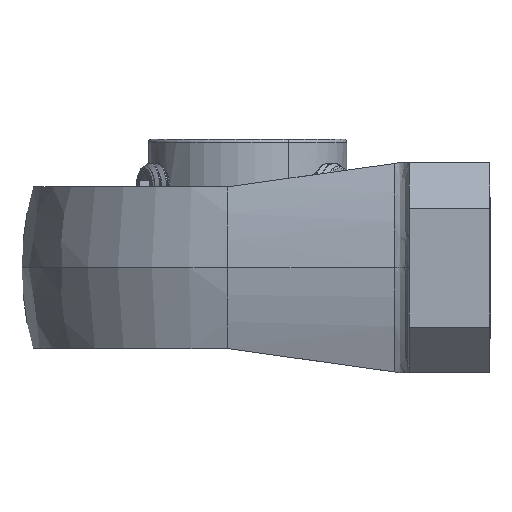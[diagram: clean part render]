
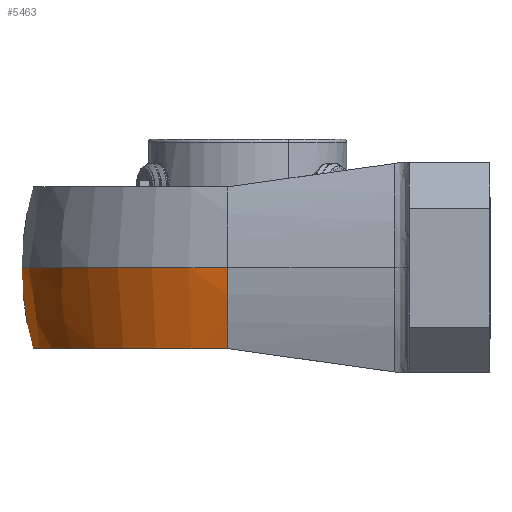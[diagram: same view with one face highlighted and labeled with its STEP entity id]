
A CAD part, left-side view. The second image highlights one B-rep face of the part: STEP entity #5463.
In plain terms, the highlighted free-form (B-spline) face has degree [3, 3] with [4, 4] control points.
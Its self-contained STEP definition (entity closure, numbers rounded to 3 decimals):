
#15 = CARTESIAN_POINT ( 'NONE',  ( 12.847, 1.026, -6.5 ) ) ;
#22 = DIRECTION ( 'NONE',  ( 0.985, 0.174, 0. ) ) ;
#372 = B_SPLINE_CURVE_WITH_KNOTS ( 'NONE', 3,
 ( #5283, #6794, #10080, #542 ),
 .UNSPECIFIED., .F., .F.,
 ( 4, 4 ),
 ( 0., 0. ),
 .UNSPECIFIED. ) ;
#542 = CARTESIAN_POINT ( 'NONE',  ( 13.253, 1.098, -5.017 ) ) ;
#732 = VERTEX_POINT ( 'NONE', #3399 ) ;
#852 = CIRCLE ( 'NONE', #14026, 13.303 ) ;
#1080 = CARTESIAN_POINT ( 'NONE',  ( 11.035, 1.22, 0.947 ) ) ;
#1234 = DIRECTION ( 'NONE',  ( 0., 0., 1. ) ) ;
#1553 = CARTESIAN_POINT ( 'NONE',  ( 13.947, 1.22, 0. ) ) ;
#1631 = CARTESIAN_POINT ( 'NONE',  ( -10.759, 22.988, -6.5 ) ) ;
#2010 = CARTESIAN_POINT ( 'NONE',  ( -13.247, 1.22, -5. ) ) ;
#2681 = DIRECTION ( 'NONE',  ( -1., 0., 0. ) ) ;
#3157 = CARTESIAN_POINT ( 'NONE',  ( -13.947, 1.22, 0. ) ) ;
#3399 = CARTESIAN_POINT ( 'NONE',  ( 13.947, 1.22, 0. ) ) ;
#4716 = DIRECTION ( 'NONE',  ( 0., 0., -1. ) ) ;
#4762 = CARTESIAN_POINT ( 'NONE',  ( 11.819, 24.728, -2.21 ) ) ;
#5283 = CARTESIAN_POINT ( 'NONE',  ( 13.247, 1.22, -5. ) ) ;
#5463 = ADVANCED_FACE ( 'NONE', ( #9813 ), #16587, .T. ) ;
#5490 = VERTEX_POINT ( 'NONE', #11229 ) ;
#5496 = AXIS2_PLACEMENT_3D ( 'NONE', #10765, #1234, #12359 ) ;
#5904 = ORIENTED_EDGE ( 'NONE', *, *, #10370, .T. ) ;
#6219 = CARTESIAN_POINT ( 'NONE',  ( 11.877, 24.883, 0. ) ) ;
#6255 = CARTESIAN_POINT ( 'NONE',  ( -13.947, 1.22, 0. ) ) ;
#6267 = CIRCLE ( 'NONE', #5496, 14. ) ;
#6352 = CARTESIAN_POINT ( 'NONE',  ( -13.863, 1.22, -2.21 ) ) ;
#6507 = EDGE_CURVE ( 'NONE', #17005, #5490, #852, .T. ) ;
#6794 = CARTESIAN_POINT ( 'NONE',  ( 13.249, 1.179, -5.006 ) ) ;
#7486 = AXIS2_PLACEMENT_3D ( 'NONE', #19074, #9564, #22 ) ;
#7941 = CARTESIAN_POINT ( 'NONE',  ( 11.56, 24.037, -4.389 ) ) ;
#8104 = CIRCLE ( 'NONE', #19580, 25. ) ;
#8681 = EDGE_CURVE ( 'NONE', #732, #13282, #6267, .T. ) ;
#9554 = CARTESIAN_POINT ( 'NONE',  ( -13.488, 1.22, -4.389 ) ) ;
#9564 = DIRECTION ( 'NONE',  ( -0.174, 0.985, 0. ) ) ;
#9813 = FACE_OUTER_BOUND ( 'NONE', #18757, .T. ) ;
#9858 = EDGE_CURVE ( 'NONE', #5490, #13335, #372, .T. ) ;
#10080 = CARTESIAN_POINT ( 'NONE',  ( 13.251, 1.139, -5.011 ) ) ;
#10370 = EDGE_CURVE ( 'NONE', #732, #13335, #15907, .T. ) ;
#10765 = CARTESIAN_POINT ( 'NONE',  ( 0., 0., 0. ) ) ;
#11163 = CARTESIAN_POINT ( 'NONE',  ( 11.106, 22.822, -6.5 ) ) ;
#11229 = CARTESIAN_POINT ( 'NONE',  ( 13.247, 1.22, -5. ) ) ;
#11422 = CARTESIAN_POINT ( 'NONE',  ( 13.253, 1.098, -5.017 ) ) ;
#12204 = DIRECTION ( 'NONE',  ( 0., -1., 0. ) ) ;
#12359 = DIRECTION ( 'NONE',  ( 1., 0., 0. ) ) ;
#12676 = CARTESIAN_POINT ( 'NONE',  ( -11.877, 24.883, 0. ) ) ;
#12736 = CARTESIAN_POINT ( 'NONE',  ( -12.83, 1.22, -6.5 ) ) ;
#13282 = VERTEX_POINT ( 'NONE', #6255 ) ;
#13335 = VERTEX_POINT ( 'NONE', #11422 ) ;
#13495 = ORIENTED_EDGE ( 'NONE', *, *, #8681, .F. ) ;
#14026 = AXIS2_PLACEMENT_3D ( 'NONE', #14213, #4716, #15805 ) ;
#14213 = CARTESIAN_POINT ( 'NONE',  ( 0., 0., -5. ) ) ;
#14262 = ORIENTED_EDGE ( 'NONE', *, *, #9858, .F. ) ;
#14264 = CARTESIAN_POINT ( 'NONE',  ( 13.864, 1.206, -2.21 ) ) ;
#14379 = ORIENTED_EDGE ( 'NONE', *, *, #17606, .F. ) ;
#15805 = DIRECTION ( 'NONE',  ( 1., 0., 0. ) ) ;
#15851 = CARTESIAN_POINT ( 'NONE',  ( -11.793, 24.741, -2.21 ) ) ;
#15907 = CIRCLE ( 'NONE', #7486, 25. ) ;
#16587 =( BOUNDED_SURFACE ( )  B_SPLINE_SURFACE ( 3, 3, ( 
 ( #1553, #6219, #12676, #3157 ),
 ( #14264, #4762, #15851, #6352 ),
 ( #17447, #7941, #19064, #9554 ),
 ( #15, #11163, #1631, #12736 ) ),
 .UNSPECIFIED., .F., .F., .T. ) 
 B_SPLINE_SURFACE_WITH_KNOTS ( ( 4, 4 ),
 ( 4, 4 ),
 ( 0., 1. ),
 ( 0., 1. ),
 .UNSPECIFIED. ) 
 GEOMETRIC_REPRESENTATION_ITEM ( )  RATIONAL_B_SPLINE_SURFACE ( (
 ( 1., 0.391, 0.391, 1.),
 ( 0.994, 0.389, 0.389, 0.994),
 ( 0.994, 0.389, 0.389, 0.994),
 ( 1., 0.391, 0.391, 1.) ) ) 
 REPRESENTATION_ITEM ( '' )  SURFACE ( )  );
#17005 = VERTEX_POINT ( 'NONE', #2010 ) ;
#17447 = CARTESIAN_POINT ( 'NONE',  ( 13.495, 1.141, -4.389 ) ) ;
#17498 = ORIENTED_EDGE ( 'NONE', *, *, #6507, .F. ) ;
#17606 = EDGE_CURVE ( 'NONE', #13282, #17005, #8104, .T. ) ;
#18757 = EDGE_LOOP ( 'NONE', ( #14379, #13495, #5904, #14262, #17498 ) ) ;
#19064 = CARTESIAN_POINT ( 'NONE',  ( -11.418, 24.105, -4.389 ) ) ;
#19074 = CARTESIAN_POINT ( 'NONE',  ( -10.656, -3.118, 0.947 ) ) ;
#19580 = AXIS2_PLACEMENT_3D ( 'NONE', #1080, #12204, #2681 ) ;
